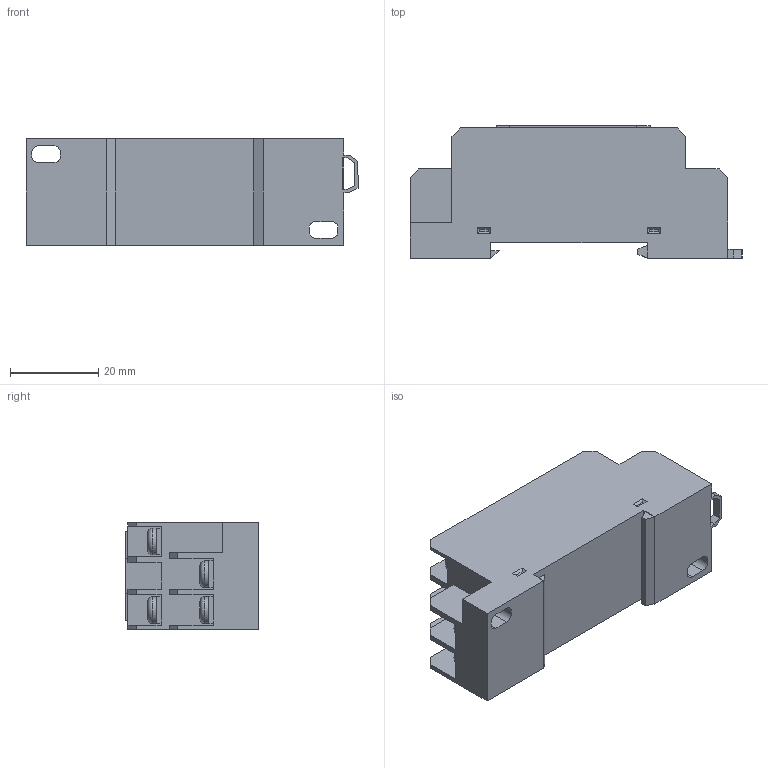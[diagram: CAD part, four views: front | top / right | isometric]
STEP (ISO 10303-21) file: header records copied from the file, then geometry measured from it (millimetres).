
FILE_DESCRIPTION (( 'STEP AP214' ), '1' );
FILE_NAME ('SQL08D.STEP', '2013-12-02T19:11:21', ( '' ), ( '' ), 'SwSTEP 2.0', 'SolidWorks 2013', '' );
FILE_SCHEMA (( 'AUTOMOTIVE_DESIGN' ));
Length unit declared in the file: millimetre
Products named in the file (1): SQL08D
Bounding box: 75.1 x 30 x 24.2 mm (x, y, z)
Volume: 37809.6 mm3; surface area: 11472.7 mm2
Topology: 2 solids, 2 shells, 402 faces, 1054 edges, 680 vertices
Faces by surface type: plane 360, cylinder 26, torus 16
Entity records: 16659 total; most frequent: CARTESIAN_POINT 2265, ORIENTED_EDGE 2108, DIRECTION 1936, EDGE_CURVE 1054, LINE 906, VECTOR 906, VERTEX_POINT 680, AXIS2_PLACEMENT_3D 515
